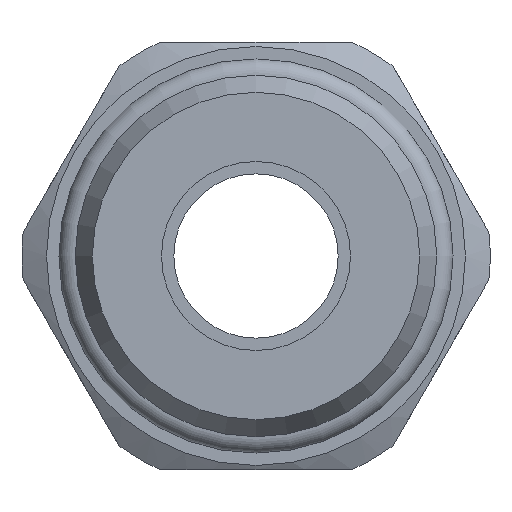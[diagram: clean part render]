
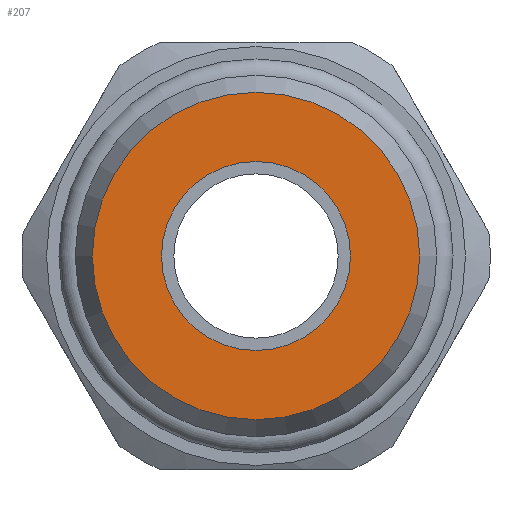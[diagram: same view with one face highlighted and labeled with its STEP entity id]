
A CAD part, front view. The second image highlights one B-rep face of the part: STEP entity #207.
In plain terms, the highlighted planar face has unit normal (0, -1, 0).
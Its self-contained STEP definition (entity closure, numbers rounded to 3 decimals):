
#207 = ADVANCED_FACE( 'NONE', ( #584, #585 ), #586, .T. );
#584 = FACE_OUTER_BOUND( '', #1169, .T. );
#585 = FACE_BOUND( '', #1170, .T. );
#586 = PLANE( '', #1171 );
#1169 = EDGE_LOOP( '', ( #3711 ) );
#1170 = EDGE_LOOP( '', ( #3712 ) );
#1171 = AXIS2_PLACEMENT_3D( '', #3713, #3714, #3715 );
#3711 = ORIENTED_EDGE( '', *, *, #5113, .T. );
#3712 = ORIENTED_EDGE( '', *, *, #5114, .F. );
#3713 = CARTESIAN_POINT( '', ( 0., 0., 0. ) );
#3714 = DIRECTION( '', ( 0., -1., 0. ) );
#3715 = DIRECTION( '', ( 0., 0., -1. ) );
#5113 = EDGE_CURVE( 'NONE', #5756, #5756, #5757, .T. );
#5114 = EDGE_CURVE( 'NONE', #5758, #5758, #5759, .T. );
#5756 = VERTEX_POINT( '', #6826 );
#5757 = CIRCLE( '', #6827, 9.961 );
#5758 = VERTEX_POINT( '', #6828 );
#5759 = CIRCLE( '', #6829, 5.75 );
#6826 = CARTESIAN_POINT( '', ( 0., 0., -9.961 ) );
#6827 = AXIS2_PLACEMENT_3D( '', #9818, #9819, #9820 );
#6828 = CARTESIAN_POINT( '', ( 0., 0., -5.75 ) );
#6829 = AXIS2_PLACEMENT_3D( '', #9821, #9822, #9823 );
#9818 = CARTESIAN_POINT( '', ( 0., 0., 0. ) );
#9819 = DIRECTION( '', ( 0., -1., 0. ) );
#9820 = DIRECTION( '', ( 0., 0., -1. ) );
#9821 = CARTESIAN_POINT( '', ( 0., 0., 0. ) );
#9822 = DIRECTION( '', ( 0., -1., 0. ) );
#9823 = DIRECTION( '', ( 0., 0., -1. ) );
